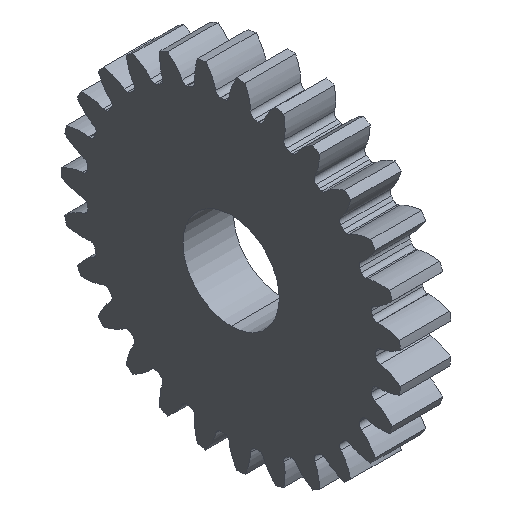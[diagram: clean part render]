
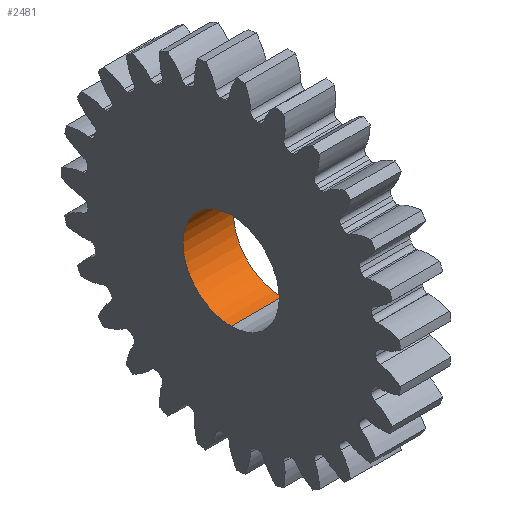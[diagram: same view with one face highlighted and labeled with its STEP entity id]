
A CAD part, isometric view. The second image highlights one B-rep face of the part: STEP entity #2481.
In plain terms, the highlighted cylindrical face has radius 4.1 mm (diameter 8.2 mm), a partial arc.
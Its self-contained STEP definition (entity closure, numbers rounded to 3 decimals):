
#171 = VECTOR ( 'NONE', #1071, 1000. ) ;
#191 = ORIENTED_EDGE ( 'NONE', *, *, #5099, .T. ) ;
#264 = ORIENTED_EDGE ( 'NONE', *, *, #1783, .F. ) ;
#378 = CARTESIAN_POINT ( 'NONE',  ( 3.8, 0., -4.1 ) ) ;
#531 = LINE ( 'NONE', #2104, #171 ) ;
#733 = DIRECTION ( 'NONE',  ( 0., 0., 1. ) ) ;
#831 = DIRECTION ( 'NONE',  ( -1., 0., 0. ) ) ;
#861 = VECTOR ( 'NONE', #5268, 1000. ) ;
#863 = DIRECTION ( 'NONE',  ( 0., 0., 1. ) ) ;
#930 = ORIENTED_EDGE ( 'NONE', *, *, #4789, .T. ) ;
#1026 = CARTESIAN_POINT ( 'NONE',  ( -0.5, 0., 4.1 ) ) ;
#1071 = DIRECTION ( 'NONE',  ( -1., 0., 0. ) ) ;
#1730 = DIRECTION ( 'NONE',  ( -1., 0., 0. ) ) ;
#1783 = EDGE_CURVE ( 'NONE', #5740, #2528, #5150, .T. ) ;
#1963 = CARTESIAN_POINT ( 'NONE',  ( -0.5, 0., 0. ) ) ;
#2104 = CARTESIAN_POINT ( 'NONE',  ( 3.8, 0., 4.1 ) ) ;
#2208 = AXIS2_PLACEMENT_3D ( 'NONE', #1963, #4142, #2466 ) ;
#2466 = DIRECTION ( 'NONE',  ( 0., 0., 1. ) ) ;
#2481 = ADVANCED_FACE ( 'NONE', ( #3448 ), #5619, .F. ) ;
#2528 = VERTEX_POINT ( 'NONE', #6874 ) ;
#3097 = LINE ( 'NONE', #378, #861 ) ;
#3448 = FACE_OUTER_BOUND ( 'NONE', #5451, .T. ) ;
#4142 = DIRECTION ( 'NONE',  ( -1., 0., 0. ) ) ;
#4440 = EDGE_CURVE ( 'NONE', #2528, #5722, #3097, .T. ) ;
#4495 = CIRCLE ( 'NONE', #2208, 4.1 ) ;
#4789 = EDGE_CURVE ( 'NONE', #5740, #5221, #531, .T. ) ;
#5099 = EDGE_CURVE ( 'NONE', #5221, #5722, #4495, .T. ) ;
#5150 = CIRCLE ( 'NONE', #6633, 4.1 ) ;
#5206 = CARTESIAN_POINT ( 'NONE',  ( 3.8, 0., 4.1 ) ) ;
#5221 = VERTEX_POINT ( 'NONE', #1026 ) ;
#5268 = DIRECTION ( 'NONE',  ( -1., 0., 0. ) ) ;
#5451 = EDGE_LOOP ( 'NONE', ( #6040, #264, #930, #191 ) ) ;
#5619 = CYLINDRICAL_SURFACE ( 'NONE', #6505, 4.1 ) ;
#5722 = VERTEX_POINT ( 'NONE', #5741 ) ;
#5740 = VERTEX_POINT ( 'NONE', #5206 ) ;
#5741 = CARTESIAN_POINT ( 'NONE',  ( -0.5, 0., -4.1 ) ) ;
#6040 = ORIENTED_EDGE ( 'NONE', *, *, #4440, .F. ) ;
#6229 = CARTESIAN_POINT ( 'NONE',  ( 3.8, 0., 0. ) ) ;
#6505 = AXIS2_PLACEMENT_3D ( 'NONE', #6229, #1730, #733 ) ;
#6633 = AXIS2_PLACEMENT_3D ( 'NONE', #6831, #831, #863 ) ;
#6831 = CARTESIAN_POINT ( 'NONE',  ( 3.8, 0., 0. ) ) ;
#6874 = CARTESIAN_POINT ( 'NONE',  ( 3.8, 0., -4.1 ) ) ;
